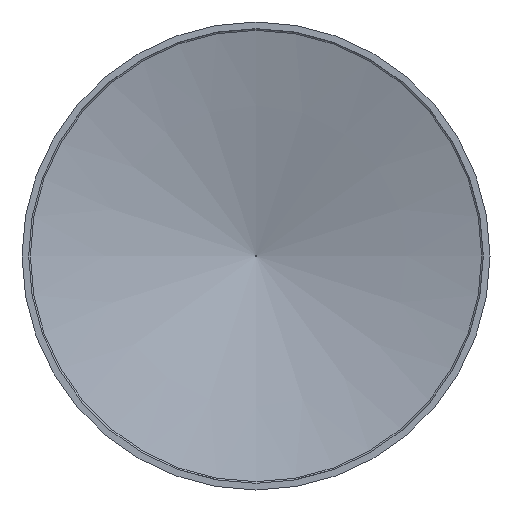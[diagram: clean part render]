
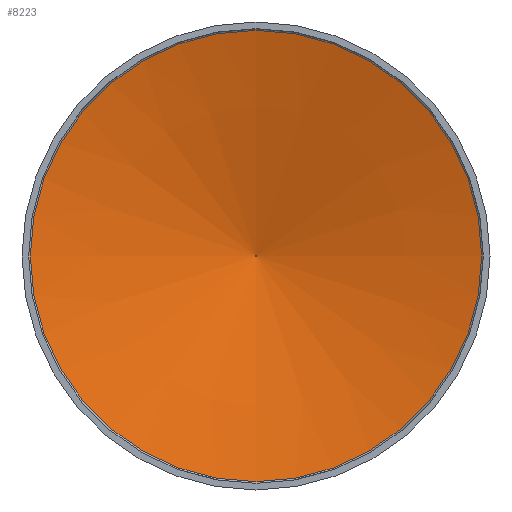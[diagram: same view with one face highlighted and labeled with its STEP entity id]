
A CAD part, front view. The second image highlights one B-rep face of the part: STEP entity #8223.
In plain terms, the highlighted conical face has half-angle 75.104 degrees and reference radius 0.129 mm.
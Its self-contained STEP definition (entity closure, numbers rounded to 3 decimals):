
#636 = EDGE_CURVE ( 'NONE', #2612, #2612, #1618, .T. ) ;
#751 = EDGE_LOOP ( 'NONE', ( #3263 ) ) ;
#1014 = DIRECTION ( 'NONE',  ( 1., 0., 0. ) ) ;
#1618 = CIRCLE ( 'NONE', #3714, 50.629 ) ;
#2525 = AXIS2_PLACEMENT_3D ( 'NONE', #3469, #5545, #8420 ) ;
#2547 = CARTESIAN_POINT ( 'NONE',  ( 0., 13.05, 0. ) ) ;
#2612 = VERTEX_POINT ( 'NONE', #4889 ) ;
#2837 = FACE_OUTER_BOUND ( 'NONE', #751, .T. ) ;
#3061 = VERTEX_POINT ( 'NONE', #5526 ) ;
#3253 = EDGE_LOOP ( 'NONE', ( #7688 ) ) ;
#3263 = ORIENTED_EDGE ( 'NONE', *, *, #636, .T. ) ;
#3469 = CARTESIAN_POINT ( 'NONE',  ( 0., 26.483, 0. ) ) ;
#3714 = AXIS2_PLACEMENT_3D ( 'NONE', #2547, #8286, #4610 ) ;
#4610 = DIRECTION ( 'NONE',  ( 1., 0., 0. ) ) ;
#4889 = CARTESIAN_POINT ( 'NONE',  ( 50.629, 13.05, 0. ) ) ;
#5136 = EDGE_CURVE ( 'NONE', #3061, #3061, #8581, .T. ) ;
#5323 = CARTESIAN_POINT ( 'NONE',  ( 0., 26.483, 0. ) ) ;
#5526 = CARTESIAN_POINT ( 'NONE',  ( 0.129, 26.483, 0. ) ) ;
#5545 = DIRECTION ( 'NONE',  ( 0., -1., 0. ) ) ;
#6129 = FACE_BOUND ( 'NONE', #3253, .T. ) ;
#6804 = DIRECTION ( 'NONE',  ( 0., -1., 0. ) ) ;
#6809 = CONICAL_SURFACE ( 'NONE', #7831, 0.129, 1.311 ) ;
#7688 = ORIENTED_EDGE ( 'NONE', *, *, #5136, .F. ) ;
#7831 = AXIS2_PLACEMENT_3D ( 'NONE', #5323, #6804, #1014 ) ;
#8223 = ADVANCED_FACE ( 'NONE', ( #2837, #6129 ), #6809, .F. ) ;
#8286 = DIRECTION ( 'NONE',  ( 0., -1., 0. ) ) ;
#8420 = DIRECTION ( 'NONE',  ( 1., 0., 0. ) ) ;
#8581 = CIRCLE ( 'NONE', #2525, 0.129 ) ;
